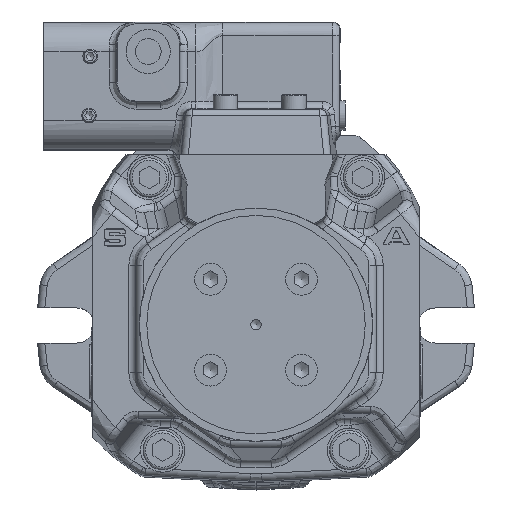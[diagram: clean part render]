
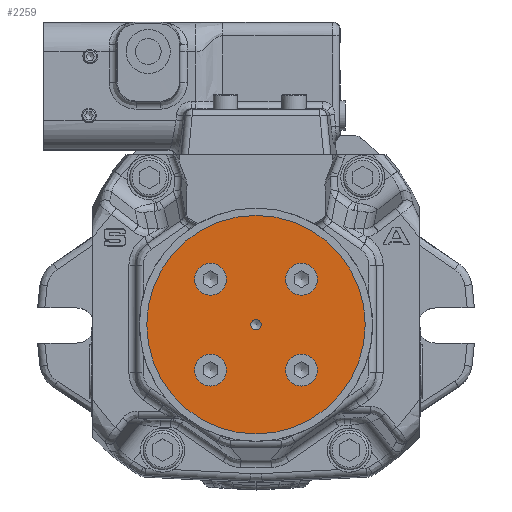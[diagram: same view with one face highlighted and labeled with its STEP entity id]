
A CAD part, top view. The second image highlights one B-rep face of the part: STEP entity #2259.
In plain terms, the highlighted face is planar.
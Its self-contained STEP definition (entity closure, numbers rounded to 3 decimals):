
#2259 = ADVANCED_FACE( '', ( #4990, #4991, #4992, #4993, #4994, #4995 ), #4996, .T. );
#4990 = FACE_OUTER_BOUND( '', #26009, .T. );
#4991 = FACE_BOUND( '', #26010, .T. );
#4992 = FACE_BOUND( '', #26011, .T. );
#4993 = FACE_BOUND( '', #26012, .T. );
#4994 = FACE_BOUND( '', #26013, .T. );
#4995 = FACE_BOUND( '', #26014, .T. );
#4996 = PLANE( '', #26015 );
#26009 = EDGE_LOOP( '', ( #34851 ) );
#26010 = EDGE_LOOP( '', ( #34852 ) );
#26011 = EDGE_LOOP( '', ( #34853 ) );
#26012 = EDGE_LOOP( '', ( #34854 ) );
#26013 = EDGE_LOOP( '', ( #34855 ) );
#26014 = EDGE_LOOP( '', ( #34856 ) );
#26015 = AXIS2_PLACEMENT_3D( '', #34857, #34858, #34859 );
#34851 = ORIENTED_EDGE( '', *, *, #39910, .T. );
#34852 = ORIENTED_EDGE( '', *, *, #39884, .F. );
#34853 = ORIENTED_EDGE( '', *, *, #39925, .F. );
#34854 = ORIENTED_EDGE( '', *, *, #39828, .F. );
#34855 = ORIENTED_EDGE( '', *, *, #39848, .F. );
#34856 = ORIENTED_EDGE( '', *, *, #39908, .F. );
#34857 = CARTESIAN_POINT( '', ( 16.5, 0., 0. ) );
#34858 = DIRECTION( '', ( 1., 0., 0. ) );
#34859 = DIRECTION( '', ( 0., 1., 0. ) );
#39828 = EDGE_CURVE( '', #45102, #45102, #45103, .T. );
#39848 = EDGE_CURVE( '', #45136, #45136, #45137, .T. );
#39884 = EDGE_CURVE( '', #45198, #45198, #45199, .T. );
#39908 = EDGE_CURVE( '', #45239, #45239, #45240, .T. );
#39910 = EDGE_CURVE( '', #45243, #45243, #45244, .T. );
#39925 = EDGE_CURVE( '', #45270, #45270, #45271, .T. );
#45102 = VERTEX_POINT( '', #61881 );
#45103 = CIRCLE( '', #61882, 6.5 );
#45136 = VERTEX_POINT( '', #61972 );
#45137 = CIRCLE( '', #61973, 6.5 );
#45198 = VERTEX_POINT( '', #62134 );
#45199 = CIRCLE( '', #62135, 2.1 );
#45239 = VERTEX_POINT( '', #62190 );
#45240 = CIRCLE( '', #62191, 6.5 );
#45243 = VERTEX_POINT( '', #62194 );
#45244 = CIRCLE( '', #62195, 44.5 );
#45270 = VERTEX_POINT( '', #62222 );
#45271 = CIRCLE( '', #62223, 6.5 );
#61881 = CARTESIAN_POINT( '', ( 16.5, 18.5, -25. ) );
#61882 = AXIS2_PLACEMENT_3D( '', #66464, #66465, #66466 );
#61972 = CARTESIAN_POINT( '', ( 16.5, -18.5, -12. ) );
#61973 = AXIS2_PLACEMENT_3D( '', #66479, #66480, #66481 );
#62134 = CARTESIAN_POINT( '', ( 16.5, 2.1, 0. ) );
#62135 = AXIS2_PLACEMENT_3D( '', #66512, #66513, #66514 );
#62190 = CARTESIAN_POINT( '', ( 16.5, -18.5, 12. ) );
#62191 = AXIS2_PLACEMENT_3D( '', #66554, #66555, #66556 );
#62194 = CARTESIAN_POINT( '', ( 16.5, 44.5, 0. ) );
#62195 = AXIS2_PLACEMENT_3D( '', #66560, #66561, #66562 );
#62222 = CARTESIAN_POINT( '', ( 16.5, 18.5, 25. ) );
#62223 = AXIS2_PLACEMENT_3D( '', #66600, #66601, #66602 );
#66464 = CARTESIAN_POINT( '', ( 16.5, 18.5, -18.5 ) );
#66465 = DIRECTION( '', ( 1., 0., 0. ) );
#66466 = DIRECTION( '', ( 0., 0., -1. ) );
#66479 = CARTESIAN_POINT( '', ( 16.5, -18.5, -18.5 ) );
#66480 = DIRECTION( '', ( 1., 0., 0. ) );
#66481 = DIRECTION( '', ( 0., 0., 1. ) );
#66512 = CARTESIAN_POINT( '', ( 16.5, 0., 0. ) );
#66513 = DIRECTION( '', ( 1., 0., 0. ) );
#66514 = DIRECTION( '', ( 0., 1., 0. ) );
#66554 = CARTESIAN_POINT( '', ( 16.5, -18.5, 18.5 ) );
#66555 = DIRECTION( '', ( 1., 0., 0. ) );
#66556 = DIRECTION( '', ( 0., 0., -1. ) );
#66560 = CARTESIAN_POINT( '', ( 16.5, 0., 0. ) );
#66561 = DIRECTION( '', ( 1., 0., 0. ) );
#66562 = DIRECTION( '', ( 0., 1., 0. ) );
#66600 = CARTESIAN_POINT( '', ( 16.5, 18.5, 18.5 ) );
#66601 = DIRECTION( '', ( 1., 0., 0. ) );
#66602 = DIRECTION( '', ( 0., 0., 1. ) );
